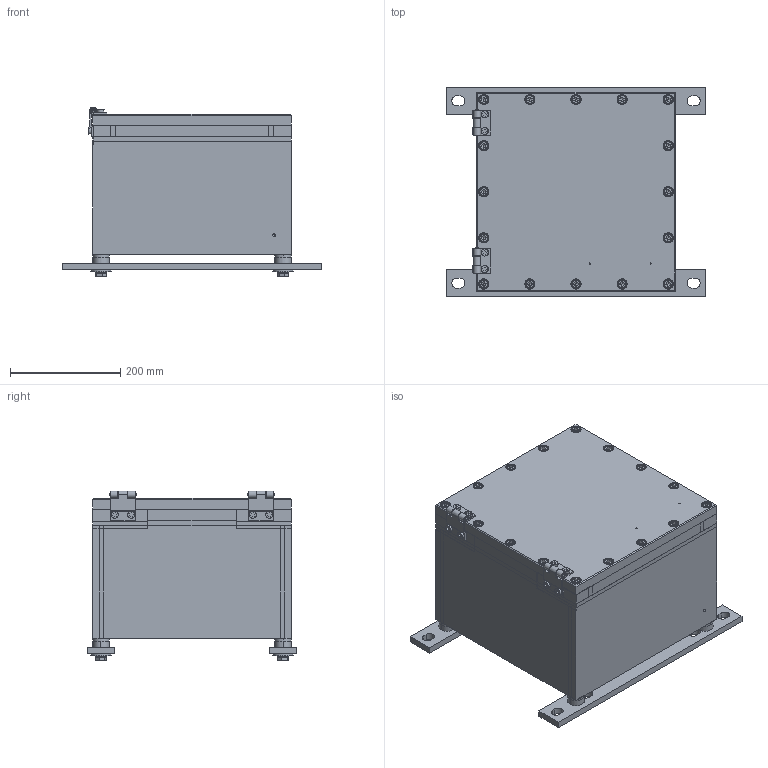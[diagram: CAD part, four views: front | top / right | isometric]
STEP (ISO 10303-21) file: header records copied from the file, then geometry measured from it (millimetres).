
FILE_DESCRIPTION (( 'STEP AP203' ), '1' );
FILE_NAME ('8264-_222-2_10.STEP', '2014-05-02T06:12:52', ( '' ), ( '' ), 'SwSTEP 2.0', 'SolidWorks 2013', '' );
FILE_SCHEMA (( 'CONFIG_CONTROL_DESIGN' ));
Length unit declared in the file: millimetre
Products named in the file (16): Befestigungsschiene^8264-_222-2_10; 82_649_01_55_0_NEC; 500_635_0; 502_077_0; 506_761_0; 506_228_0; 506_712_0; 82_640_01_26_0_Teil_1; 8264-_222-2_10; 82_640_01_26_0_Teil_2; 82_640_01_26_0_Teil_3; 82_649_52_04_3_Standard<Wie bearbeitet>; 82_640_01_26_0; 82_649_53_05_3_82_649_82_05_3 unverlierbare Schraube; 500_663_0_M 8 x 16; 502_606_0_Vereinfacht M10 x 30
Assembly tree (54 placements, depth 3):
  8264-_222-2_10
    82_649_52_04_3_Standard<Wie bearbeitet>
    82_649_53_05_3_82_649_82_05_3 unverlierbare Schraube
    502_606_0_Vereinfacht M10 x 30  x16
    82_649_01_55_0_NEC
    502_077_0  x4
    506_228_0  x4
    82_640_01_26_0  x2
      82_640_01_26_0_Teil_1
      82_640_01_26_0_Teil_2
      82_640_01_26_0_Teil_3
    500_663_0_M 8 x 16  x8
    Befestigungsschiene^8264-_222-2_10  x2
    500_635_0  x4
    506_761_0  x4
    506_712_0  x4
Bounding box: 470 x 380 x 307.1 mm (x, y, z)
Volume: 10343671.7 mm3; surface area: 1880611 mm2
Topology: 89 solids, 89 shells, 1761 faces, 3979 edges, 2420 vertices
Faces by surface type: plane 840, cylinder 501, cone 244, torus 140, bspline 28, sphere 8
Entity records: 27040 total; most frequent: CARTESIAN_POINT 4649, DIRECTION 4340, ORIENTED_EDGE 3784, EDGE_CURVE 1892, AXIS2_PLACEMENT_3D 1614, VERTEX_POINT 1207, VECTOR 1112, LINE 1112
